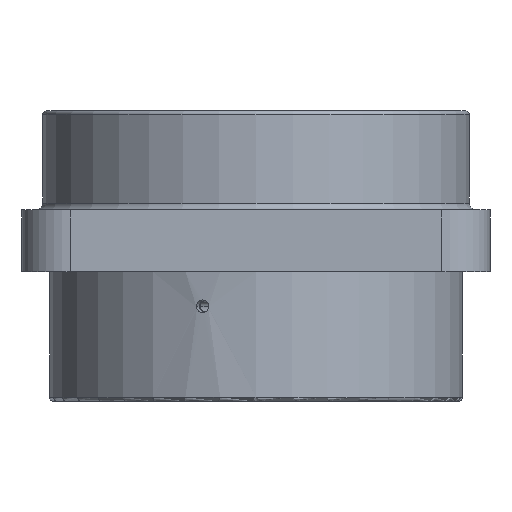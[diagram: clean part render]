
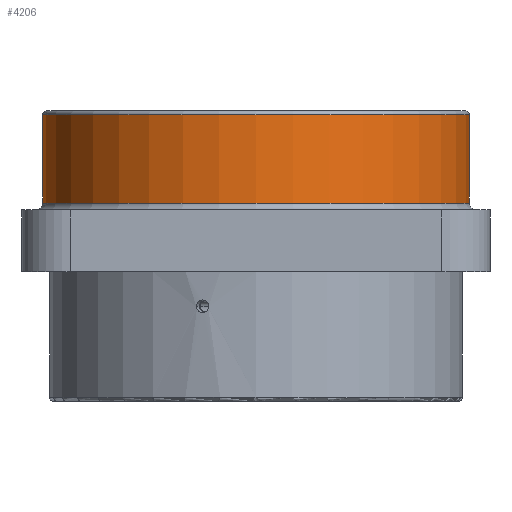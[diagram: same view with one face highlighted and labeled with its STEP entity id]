
A CAD part, front view. The second image highlights one B-rep face of the part: STEP entity #4206.
In plain terms, the highlighted cylindrical face has radius 155 mm (diameter 310 mm), a partial arc.
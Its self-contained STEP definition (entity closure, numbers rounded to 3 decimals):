
#39 = LINE ( 'NONE', #5022, #2831 ) ;
#440 = LINE ( 'NONE', #4146, #5646 ) ;
#595 = VERTEX_POINT ( 'NONE', #1052 ) ;
#703 = CARTESIAN_POINT ( 'NONE',  ( 0., 0., 69. ) ) ;
#763 = CYLINDRICAL_SURFACE ( 'NONE', #2415, 155. ) ;
#821 = ORIENTED_EDGE ( 'NONE', *, *, #3688, .T. ) ;
#873 = CIRCLE ( 'NONE', #1152, 155. ) ;
#893 = EDGE_LOOP ( 'NONE', ( #3510, #4498, #3546, #821 ) ) ;
#1045 = AXIS2_PLACEMENT_3D ( 'NONE', #1144, #2183, #3053 ) ;
#1052 = CARTESIAN_POINT ( 'NONE',  ( 155., 0., 5. ) ) ;
#1095 = EDGE_CURVE ( 'NONE', #4933, #595, #39, .T. ) ;
#1144 = CARTESIAN_POINT ( 'NONE',  ( 0., 0., 5. ) ) ;
#1152 = AXIS2_PLACEMENT_3D ( 'NONE', #703, #1217, #2098 ) ;
#1217 = DIRECTION ( 'NONE',  ( 0., 0., -1. ) ) ;
#1771 = DIRECTION ( 'NONE',  ( 0., 0., -1. ) ) ;
#2055 = CARTESIAN_POINT ( 'NONE',  ( 155., 0., 69. ) ) ;
#2098 = DIRECTION ( 'NONE',  ( 1., 0., 0. ) ) ;
#2183 = DIRECTION ( 'NONE',  ( 0., 0., 1. ) ) ;
#2276 = EDGE_CURVE ( 'NONE', #4933, #2732, #873, .T. ) ;
#2415 = AXIS2_PLACEMENT_3D ( 'NONE', #2611, #1771, #4485 ) ;
#2611 = CARTESIAN_POINT ( 'NONE',  ( 0., 0., 72. ) ) ;
#2732 = VERTEX_POINT ( 'NONE', #4889 ) ;
#2831 = VECTOR ( 'NONE', #5893, 1000. ) ;
#3053 = DIRECTION ( 'NONE',  ( 1., 0., 0. ) ) ;
#3510 = ORIENTED_EDGE ( 'NONE', *, *, #1095, .F. ) ;
#3546 = ORIENTED_EDGE ( 'NONE', *, *, #4716, .T. ) ;
#3688 = EDGE_CURVE ( 'NONE', #4360, #595, #5497, .T. ) ;
#4146 = CARTESIAN_POINT ( 'NONE',  ( -155., 0., 72. ) ) ;
#4206 = ADVANCED_FACE ( 'NONE', ( #5423 ), #763, .T. ) ;
#4360 = VERTEX_POINT ( 'NONE', #4629 ) ;
#4485 = DIRECTION ( 'NONE',  ( -1., 0., 0. ) ) ;
#4498 = ORIENTED_EDGE ( 'NONE', *, *, #2276, .T. ) ;
#4629 = CARTESIAN_POINT ( 'NONE',  ( -155., 0., 5. ) ) ;
#4716 = EDGE_CURVE ( 'NONE', #2732, #4360, #440, .T. ) ;
#4889 = CARTESIAN_POINT ( 'NONE',  ( -155., 0., 69. ) ) ;
#4933 = VERTEX_POINT ( 'NONE', #2055 ) ;
#5022 = CARTESIAN_POINT ( 'NONE',  ( 155., 0., 72. ) ) ;
#5081 = DIRECTION ( 'NONE',  ( 0., 0., -1. ) ) ;
#5423 = FACE_OUTER_BOUND ( 'NONE', #893, .T. ) ;
#5497 = CIRCLE ( 'NONE', #1045, 155. ) ;
#5646 = VECTOR ( 'NONE', #5081, 1000. ) ;
#5893 = DIRECTION ( 'NONE',  ( 0., 0., -1. ) ) ;
